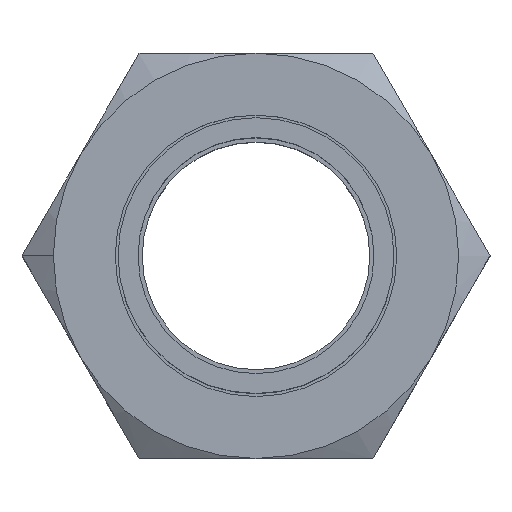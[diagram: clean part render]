
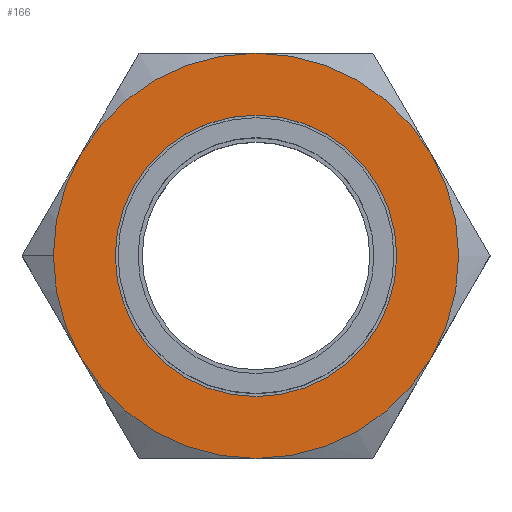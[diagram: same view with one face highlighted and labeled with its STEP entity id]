
A CAD part, top view. The second image highlights one B-rep face of the part: STEP entity #166.
In plain terms, the highlighted planar face has unit normal (0, 0, 1).
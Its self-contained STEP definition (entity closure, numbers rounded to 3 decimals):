
#30 = VERTEX_POINT ( 'NONE', #481 ) ;
#42 = EDGE_CURVE ( 'NONE', #269, #268, #561, .T. ) ;
#45 = EDGE_CURVE ( 'NONE', #268, #30, #555, .T. ) ;
#143 = VERTEX_POINT ( 'NONE', #710 ) ;
#155 = ORIENTED_EDGE ( 'NONE', *, *, #181, .F. ) ;
#156 = EDGE_LOOP ( 'NONE', ( #155, #208 ) ) ;
#166 = ADVANCED_FACE ( 'NONE', ( #741, #740 ), #739, .F. ) ;
#181 = EDGE_CURVE ( 'NONE', #2203, #256, #772, .T. ) ;
#193 = ORIENTED_EDGE ( 'NONE', *, *, #1569, .T. ) ;
#194 = ORIENTED_EDGE ( 'NONE', *, *, #2163, .T. ) ;
#195 = ORIENTED_EDGE ( 'NONE', *, *, #42, .T. ) ;
#198 = ORIENTED_EDGE ( 'NONE', *, *, #2231, .T. ) ;
#200 = ORIENTED_EDGE ( 'NONE', *, *, #2157, .T. ) ;
#201 = ORIENTED_EDGE ( 'NONE', *, *, #2161, .T. ) ;
#202 = EDGE_LOOP ( 'NONE', ( #203, #200, #201, #198, #193, #194, #195 ) ) ;
#203 = ORIENTED_EDGE ( 'NONE', *, *, #45, .T. ) ;
#208 = ORIENTED_EDGE ( 'NONE', *, *, #2218, .F. ) ;
#256 = VERTEX_POINT ( 'NONE', #876 ) ;
#268 = VERTEX_POINT ( 'NONE', #929 ) ;
#269 = VERTEX_POINT ( 'NONE', #928 ) ;
#481 = CARTESIAN_POINT ( 'NONE',  ( 0., 18., 8. ) ) ;
#530 = VERTEX_POINT ( 'NONE', #1184 ) ;
#552 = DIRECTION ( 'NONE',  ( 1., 0., 0. ) ) ;
#553 = DIRECTION ( 'NONE',  ( 0., 0., 1. ) ) ;
#554 = AXIS2_PLACEMENT_3D ( 'NONE', #562, #553, #552 ) ;
#555 = CIRCLE ( 'NONE', #554, 18. ) ;
#557 = DIRECTION ( 'NONE',  ( 1., 0., 0. ) ) ;
#558 = DIRECTION ( 'NONE',  ( 0., 0., 1. ) ) ;
#559 = CARTESIAN_POINT ( 'NONE',  ( 0., 0., 8. ) ) ;
#560 = AXIS2_PLACEMENT_3D ( 'NONE', #559, #558, #557 ) ;
#561 = CIRCLE ( 'NONE', #560, 18. ) ;
#562 = CARTESIAN_POINT ( 'NONE',  ( 0., 0., 8. ) ) ;
#710 = CARTESIAN_POINT ( 'NONE',  ( 0., -18., 8. ) ) ;
#735 = DIRECTION ( 'NONE',  ( -1., 0., 0. ) ) ;
#736 = DIRECTION ( 'NONE',  ( 0., 0., -1. ) ) ;
#737 = CARTESIAN_POINT ( 'NONE',  ( 0., 18., 8. ) ) ;
#738 = AXIS2_PLACEMENT_3D ( 'NONE', #737, #736, #735 ) ;
#739 = PLANE ( 'NONE',  #738 ) ;
#740 = FACE_OUTER_BOUND ( 'NONE', #202, .T. ) ;
#741 = FACE_BOUND ( 'NONE', #156, .T. ) ;
#768 = DIRECTION ( 'NONE',  ( 1., 0., 0. ) ) ;
#769 = DIRECTION ( 'NONE',  ( 0., 0., 1. ) ) ;
#770 = CARTESIAN_POINT ( 'NONE',  ( 0., 0., 8. ) ) ;
#771 = AXIS2_PLACEMENT_3D ( 'NONE', #770, #769, #768 ) ;
#772 = CIRCLE ( 'NONE', #771, 12.5 ) ;
#876 = CARTESIAN_POINT ( 'NONE',  ( -12.5, 0., 8. ) ) ;
#928 = CARTESIAN_POINT ( 'NONE',  ( 15.588, -9., 8. ) ) ;
#929 = CARTESIAN_POINT ( 'NONE',  ( 15.588, 9., 8. ) ) ;
#1184 = CARTESIAN_POINT ( 'NONE',  ( -15.588, 9., 8. ) ) ;
#1213 = DIRECTION ( 'NONE',  ( 1., 0., 0. ) ) ;
#1214 = DIRECTION ( 'NONE',  ( 0., 0., 1. ) ) ;
#1215 = AXIS2_PLACEMENT_3D ( 'NONE', #1223, #1214, #1213 ) ;
#1216 = CIRCLE ( 'NONE', #1215, 18. ) ;
#1223 = CARTESIAN_POINT ( 'NONE',  ( 0., 0., 8. ) ) ;
#1256 = DIRECTION ( 'NONE',  ( 1., 0., 0. ) ) ;
#1257 = DIRECTION ( 'NONE',  ( 0., 0., 1. ) ) ;
#1258 = CARTESIAN_POINT ( 'NONE',  ( 0., 0., 8. ) ) ;
#1259 = AXIS2_PLACEMENT_3D ( 'NONE', #1258, #1257, #1256 ) ;
#1260 = CIRCLE ( 'NONE', #1259, 18. ) ;
#1261 = DIRECTION ( 'NONE',  ( 1., 0., 0. ) ) ;
#1262 = DIRECTION ( 'NONE',  ( 0., 0., 1. ) ) ;
#1263 = CARTESIAN_POINT ( 'NONE',  ( 0., 0., 8. ) ) ;
#1264 = AXIS2_PLACEMENT_3D ( 'NONE', #1263, #1262, #1261 ) ;
#1273 = CIRCLE ( 'NONE', #1264, 18. ) ;
#1276 = DIRECTION ( 'NONE',  ( 1., 0., 0. ) ) ;
#1277 = DIRECTION ( 'NONE',  ( 0., 0., 1. ) ) ;
#1278 = CARTESIAN_POINT ( 'NONE',  ( 0., 0., 8. ) ) ;
#1279 = AXIS2_PLACEMENT_3D ( 'NONE', #1278, #1277, #1276 ) ;
#1288 = CIRCLE ( 'NONE', #1279, 18. ) ;
#1378 = CARTESIAN_POINT ( 'NONE',  ( 12.5, 0., 8. ) ) ;
#1380 = CARTESIAN_POINT ( 'NONE',  ( -18., 0., 8. ) ) ;
#1381 = CARTESIAN_POINT ( 'NONE',  ( -15.588, -9., 8. ) ) ;
#1413 = DIRECTION ( 'NONE',  ( 1., 0., 0. ) ) ;
#1414 = DIRECTION ( 'NONE',  ( 0., 0., 1. ) ) ;
#1415 = CARTESIAN_POINT ( 'NONE',  ( 0., 0., 8. ) ) ;
#1416 = AXIS2_PLACEMENT_3D ( 'NONE', #1415, #1414, #1413 ) ;
#1421 = CIRCLE ( 'NONE', #1416, 12.5 ) ;
#1441 = DIRECTION ( 'NONE',  ( 1., 0., 0. ) ) ;
#1442 = DIRECTION ( 'NONE',  ( 0., 0., 1. ) ) ;
#1443 = CARTESIAN_POINT ( 'NONE',  ( 0., 0., 8. ) ) ;
#1444 = AXIS2_PLACEMENT_3D ( 'NONE', #1443, #1442, #1441 ) ;
#1445 = CIRCLE ( 'NONE', #1444, 18. ) ;
#1569 = EDGE_CURVE ( 'NONE', #2200, #143, #1216, .T. ) ;
#2157 = EDGE_CURVE ( 'NONE', #30, #530, #1288, .T. ) ;
#2161 = EDGE_CURVE ( 'NONE', #530, #2201, #1273, .T. ) ;
#2163 = EDGE_CURVE ( 'NONE', #143, #269, #1260, .T. ) ;
#2200 = VERTEX_POINT ( 'NONE', #1381 ) ;
#2201 = VERTEX_POINT ( 'NONE', #1380 ) ;
#2203 = VERTEX_POINT ( 'NONE', #1378 ) ;
#2218 = EDGE_CURVE ( 'NONE', #256, #2203, #1421, .T. ) ;
#2231 = EDGE_CURVE ( 'NONE', #2201, #2200, #1445, .T. ) ;
